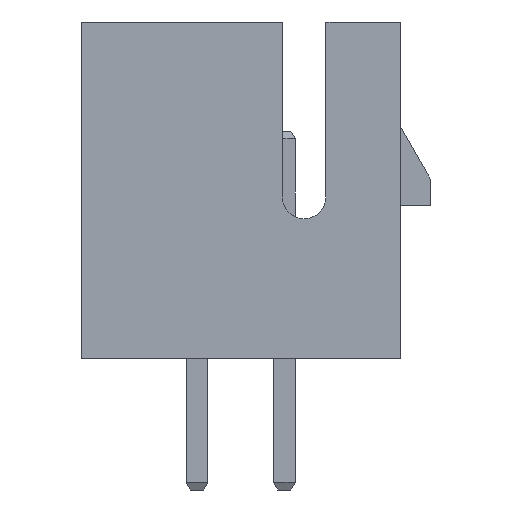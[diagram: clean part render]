
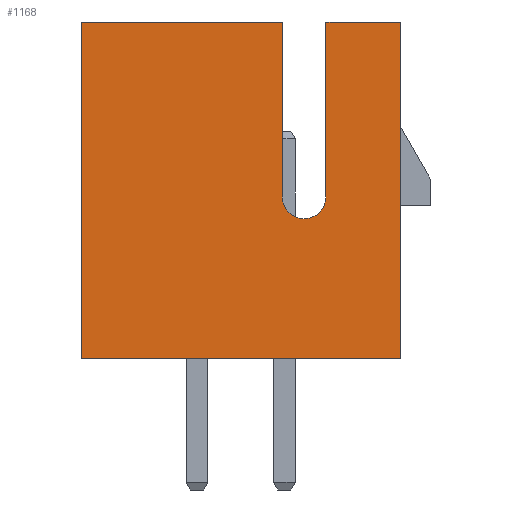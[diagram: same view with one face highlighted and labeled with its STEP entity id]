
A CAD part, left-side view. The second image highlights one B-rep face of the part: STEP entity #1168.
In plain terms, the highlighted planar face has unit normal (-1, 0, 0).
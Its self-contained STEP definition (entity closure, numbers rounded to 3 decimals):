
#23 = PLANE ( 'NONE',  #557 ) ;
#282 = ORIENTED_EDGE ( 'NONE', *, *, #3908, .F. ) ;
#357 = ORIENTED_EDGE ( 'NONE', *, *, #5931, .T. ) ;
#557 = AXIS2_PLACEMENT_3D ( 'NONE', #3761, #2015, #1425 ) ;
#589 = LINE ( 'NONE', #3011, #5314 ) ;
#906 = ORIENTED_EDGE ( 'NONE', *, *, #6622, .T. ) ;
#969 = EDGE_CURVE ( 'NONE', #6697, #6547, #1349, .T. ) ;
#1168 = ADVANCED_FACE ( 'NONE', ( #7850 ), #23, .T. ) ;
#1266 = DIRECTION ( 'NONE',  ( 0., 0., 1. ) ) ;
#1334 = CARTESIAN_POINT ( 'NONE',  ( -15., 3.65, 7.7 ) ) ;
#1349 = CIRCLE ( 'NONE', #5852, 0.5 ) ;
#1425 = DIRECTION ( 'NONE',  ( 0., 0., 1. ) ) ;
#1564 = VECTOR ( 'NONE', #3780, 1000. ) ;
#1641 = VERTEX_POINT ( 'NONE', #5554 ) ;
#1719 = CARTESIAN_POINT ( 'NONE',  ( -15., 3.65, 7.7 ) ) ;
#1735 = CARTESIAN_POINT ( 'NONE',  ( -15., -0.95, 3.7 ) ) ;
#1826 = VECTOR ( 'NONE', #4970, 1000. ) ;
#1889 = CARTESIAN_POINT ( 'NONE',  ( -15., 3.65, 7.7 ) ) ;
#1956 = CARTESIAN_POINT ( 'NONE',  ( -15., -3.65, 0. ) ) ;
#1962 = CARTESIAN_POINT ( 'NONE',  ( -15., -1.95, 7.7 ) ) ;
#2015 = DIRECTION ( 'NONE',  ( -1., 0., 0. ) ) ;
#2124 = VERTEX_POINT ( 'NONE', #1719 ) ;
#2130 = EDGE_CURVE ( 'NONE', #1641, #5558, #4189, .T. ) ;
#2224 = ORIENTED_EDGE ( 'NONE', *, *, #969, .T. ) ;
#2431 = CARTESIAN_POINT ( 'NONE',  ( -15., -3.65, 0. ) ) ;
#2658 = EDGE_LOOP ( 'NONE', ( #2224, #4350, #357, #2939, #7213, #282, #2803, #906 ) ) ;
#2670 = DIRECTION ( 'NONE',  ( 0., 1., 0. ) ) ;
#2803 = ORIENTED_EDGE ( 'NONE', *, *, #5591, .T. ) ;
#2939 = ORIENTED_EDGE ( 'NONE', *, *, #5930, .F. ) ;
#3011 = CARTESIAN_POINT ( 'NONE',  ( -15., 3.65, 0. ) ) ;
#3131 = CARTESIAN_POINT ( 'NONE',  ( -15., -0.95, 7.7 ) ) ;
#3584 = CARTESIAN_POINT ( 'NONE',  ( -15., -1.95, 0. ) ) ;
#3703 = LINE ( 'NONE', #1956, #1564 ) ;
#3761 = CARTESIAN_POINT ( 'NONE',  ( -15., 3.65, 0. ) ) ;
#3780 = DIRECTION ( 'NONE',  ( 0., 0., -1. ) ) ;
#3873 = VECTOR ( 'NONE', #4172, 1000. ) ;
#3908 = EDGE_CURVE ( 'NONE', #4122, #5558, #3703, .T. ) ;
#3918 = VECTOR ( 'NONE', #4421, 1000. ) ;
#3982 = LINE ( 'NONE', #6415, #3873 ) ;
#4069 = EDGE_CURVE ( 'NONE', #6547, #5954, #3982, .T. ) ;
#4122 = VERTEX_POINT ( 'NONE', #6649 ) ;
#4134 = CARTESIAN_POINT ( 'NONE',  ( -15., -1.95, 3.7 ) ) ;
#4172 = DIRECTION ( 'NONE',  ( 0., 0., 1. ) ) ;
#4189 = LINE ( 'NONE', #6666, #6285 ) ;
#4350 = ORIENTED_EDGE ( 'NONE', *, *, #4069, .T. ) ;
#4421 = DIRECTION ( 'NONE',  ( 0., 0., -1. ) ) ;
#4922 = LINE ( 'NONE', #1889, #1826 ) ;
#4970 = DIRECTION ( 'NONE',  ( 0., 1., 0. ) ) ;
#5178 = DIRECTION ( 'NONE',  ( 1., 0., 0. ) ) ;
#5314 = VECTOR ( 'NONE', #1266, 1000. ) ;
#5334 = VECTOR ( 'NONE', #2670, 1000. ) ;
#5554 = CARTESIAN_POINT ( 'NONE',  ( -15., 3.65, 0. ) ) ;
#5558 = VERTEX_POINT ( 'NONE', #2431 ) ;
#5591 = EDGE_CURVE ( 'NONE', #4122, #7251, #7479, .T. ) ;
#5723 = DIRECTION ( 'NONE',  ( 0., -1., 0. ) ) ;
#5852 = AXIS2_PLACEMENT_3D ( 'NONE', #6970, #5178, #6315 ) ;
#5930 = EDGE_CURVE ( 'NONE', #1641, #2124, #589, .T. ) ;
#5931 = EDGE_CURVE ( 'NONE', #5954, #2124, #4922, .T. ) ;
#5954 = VERTEX_POINT ( 'NONE', #3131 ) ;
#6285 = VECTOR ( 'NONE', #5723, 1000. ) ;
#6315 = DIRECTION ( 'NONE',  ( 0., 0., 1. ) ) ;
#6415 = CARTESIAN_POINT ( 'NONE',  ( -15., -0.95, 0. ) ) ;
#6547 = VERTEX_POINT ( 'NONE', #1735 ) ;
#6622 = EDGE_CURVE ( 'NONE', #7251, #6697, #6858, .T. ) ;
#6649 = CARTESIAN_POINT ( 'NONE',  ( -15., -3.65, 7.7 ) ) ;
#6666 = CARTESIAN_POINT ( 'NONE',  ( -15., 3.65, 0. ) ) ;
#6697 = VERTEX_POINT ( 'NONE', #4134 ) ;
#6858 = LINE ( 'NONE', #3584, #3918 ) ;
#6970 = CARTESIAN_POINT ( 'NONE',  ( -15., -1.45, 3.7 ) ) ;
#7213 = ORIENTED_EDGE ( 'NONE', *, *, #2130, .T. ) ;
#7251 = VERTEX_POINT ( 'NONE', #1962 ) ;
#7479 = LINE ( 'NONE', #1334, #5334 ) ;
#7850 = FACE_OUTER_BOUND ( 'NONE', #2658, .T. ) ;
